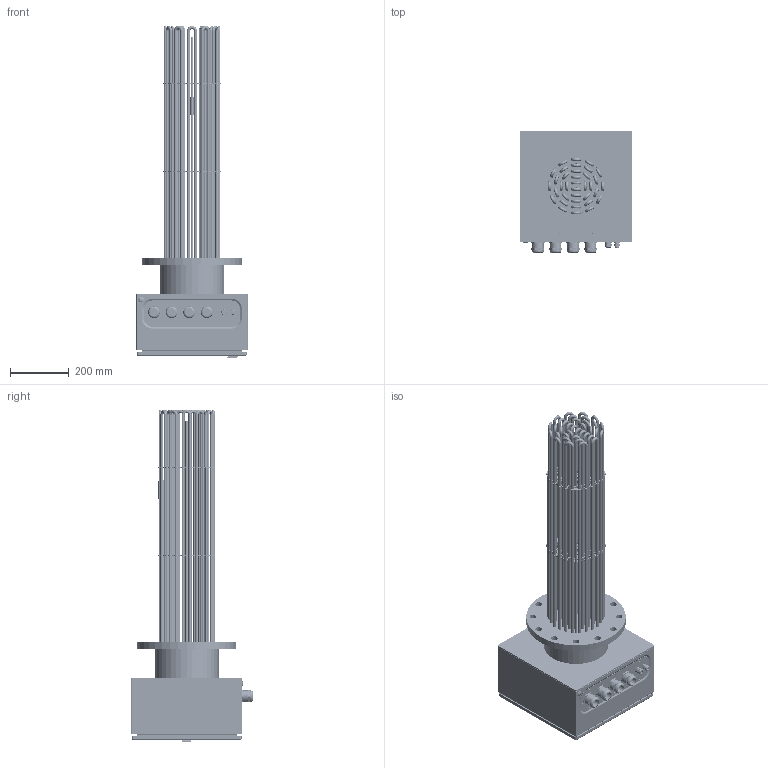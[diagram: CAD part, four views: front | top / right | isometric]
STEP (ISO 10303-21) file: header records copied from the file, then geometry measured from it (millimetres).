
FILE_DESCRIPTION (( 'STEP AP214' ), '1' );
FILE_NAME ('180025 - SSFHK 120 kW DN200 ET 800 STEP.STEP', '2021-06-08T07:53:40', ( '' ), ( '' ), 'SwSTEP 2.0', 'SolidWorks 2021', '' );
FILE_SCHEMA (( 'AUTOMOTIVE_DESIGN' ));
Length unit declared in the file: millimetre
Products named in the file (23): BODENDECKEL 380^AK 380x380x210_Anschlusskasten_SSFHK; KV M20 WT MS^Kabelverschraubung_SSFHK; DECKEL 380^AK 380x380x210_Anschlusskasten_SSFHK; KV M40 WT MS^Kabelverschraubung_SSFHK; Rohrheizkörper^SSFHK_DN200 - 36 RHK - 800 mm; 180025 - SSFHK 120 kW DN200 ET 800 STEP; FSR STB^Fühlerschutzrohre_SSFHK; RHK^Rohrheizkörper_SSFHK_ET 800; Distanzscheiben^SSFHK_DN200 - 36 RHK; Kabelverschraubung^SSFHK_4xM40+M20+M16; SCHLOSS 380^AK 380x380x210_Anschlusskasten_SSFHK; AK 380x380x210^Anschlusskasten_SSFHK; Anschlusskasten^SSFHK_380x380x210; WB 10er^Fühlerschutzrohre_SSFHK; Kühlstrecke^SSFHK_DN200; Anschlusskastenplatte^SSFHK_380; BODY 380^AK 380x380x210_Anschlusskasten_SSFHK; KV M16 WT MS^Kabelverschraubung_SSFHK; VM^SSFHK_DN200 - 36 RHK - 800mm; STB TF^Fühlerschutzrohre_SSFHK_800mm; Fühlerschutzrohre^SSFHK_DN200 - 800 mm; Messingbrücken^SSFHK_TYP H - DN200 - 36 RHK; Flansch^SSFHK_DN200 - 36 RHK
Assembly tree (61 placements, depth 4):
  180025 - SSFHK 120 kW DN200 ET 800 STEP
    Flansch^SSFHK_DN200 - 36 RHK
    Rohrheizkörper^SSFHK_DN200 - 36 RHK - 800 mm
      RHK^Rohrheizkörper_SSFHK_ET 800  x36
    Distanzscheiben^SSFHK_DN200 - 36 RHK  x2
    Kühlstrecke^SSFHK_DN200
    Anschlusskastenplatte^SSFHK_380
    Fühlerschutzrohre^SSFHK_DN200 - 800 mm
      FSR STB^Fühlerschutzrohre_SSFHK
      STB TF^Fühlerschutzrohre_SSFHK_800mm
      WB 10er^Fühlerschutzrohre_SSFHK
    Anschlusskasten^SSFHK_380x380x210
      AK 380x380x210^Anschlusskasten_SSFHK
        BODY 380^AK 380x380x210_Anschlusskasten_SSFHK
        DECKEL 380^AK 380x380x210_Anschlusskasten_SSFHK
        SCHLOSS 380^AK 380x380x210_Anschlusskasten_SSFHK
        BODENDECKEL 380^AK 380x380x210_Anschlusskasten_SSFHK
    Kabelverschraubung^SSFHK_4xM40+M20+M16
      KV M16 WT MS^Kabelverschraubung_SSFHK
      KV M20 WT MS^Kabelverschraubung_SSFHK
      KV M40 WT MS^Kabelverschraubung_SSFHK  x4
    Messingbrücken^SSFHK_TYP H - DN200 - 36 RHK
    VM^SSFHK_DN200 - 36 RHK - 800mm
Bounding box: 380 x 416.43 x 1134.1 mm (x, y, z)
Volume: 5433521.7 mm3; surface area: 5519252.2 mm2
Topology: 82 solids, 82 shells, 6696 faces, 18508 edges, 12042 vertices
Faces by surface type: cylinder 4530, plane 1593, torus 302, cone 184, bspline 87
Entity records: 140951 total; most frequent: CARTESIAN_POINT 27599, DIRECTION 22771, ORIENTED_EDGE 20786, EDGE_CURVE 10393, AXIS2_PLACEMENT_3D 9030, VERTEX_POINT 6804, CIRCLE 5286, EDGE_LOOP 4739
